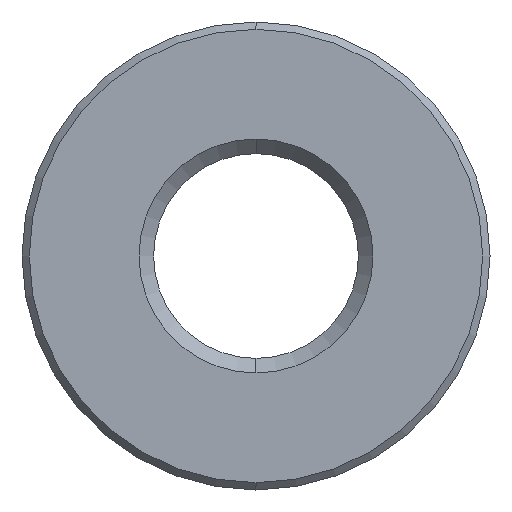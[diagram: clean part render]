
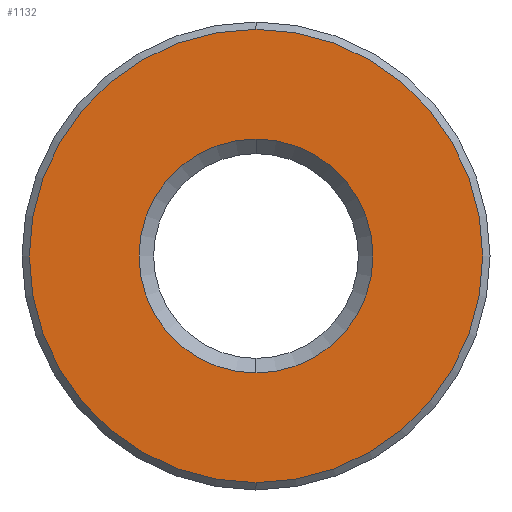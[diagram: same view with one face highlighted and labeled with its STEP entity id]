
A CAD part, left-side view. The second image highlights one B-rep face of the part: STEP entity #1132.
In plain terms, the highlighted planar face has unit normal (-1, 0, 0).
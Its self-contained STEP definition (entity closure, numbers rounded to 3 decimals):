
#18 = CARTESIAN_POINT ( 'NONE',  ( 0., 0., 0. ) ) ;
#27 = CIRCLE ( 'NONE', #1216, 15.5 ) ;
#38 = DIRECTION ( 'NONE',  ( 1., 0., 0. ) ) ;
#134 = EDGE_CURVE ( 'NONE', #679, #817, #1197, .T. ) ;
#138 = DIRECTION ( 'NONE',  ( 0., 0., -1. ) ) ;
#161 = CIRCLE ( 'NONE', #797, 15.5 ) ;
#188 = CARTESIAN_POINT ( 'NONE',  ( 0., 0., 0. ) ) ;
#220 = EDGE_CURVE ( 'NONE', #259, #610, #161, .T. ) ;
#237 = EDGE_LOOP ( 'NONE', ( #586, #255 ) ) ;
#255 = ORIENTED_EDGE ( 'NONE', *, *, #1222, .T. ) ;
#259 = VERTEX_POINT ( 'NONE', #690 ) ;
#286 = DIRECTION ( 'NONE',  ( 0., 0., -1. ) ) ;
#327 = CARTESIAN_POINT ( 'NONE',  ( 0., 0., 0. ) ) ;
#355 = FACE_BOUND ( 'NONE', #237, .T. ) ;
#478 = AXIS2_PLACEMENT_3D ( 'NONE', #327, #912, #704 ) ;
#547 = EDGE_CURVE ( 'NONE', #610, #259, #27, .T. ) ;
#586 = ORIENTED_EDGE ( 'NONE', *, *, #134, .T. ) ;
#607 = CARTESIAN_POINT ( 'NONE',  ( 0., 7., 0. ) ) ;
#610 = VERTEX_POINT ( 'NONE', #1134 ) ;
#679 = VERTEX_POINT ( 'NONE', #996 ) ;
#690 = CARTESIAN_POINT ( 'NONE',  ( 0., 0., 15.5 ) ) ;
#704 = DIRECTION ( 'NONE',  ( 0., 0., -1. ) ) ;
#718 = ORIENTED_EDGE ( 'NONE', *, *, #220, .T. ) ;
#723 = FACE_OUTER_BOUND ( 'NONE', #1170, .T. ) ;
#729 = PLANE ( 'NONE',  #902 ) ;
#755 = DIRECTION ( 'NONE',  ( -1., 0., 0. ) ) ;
#797 = AXIS2_PLACEMENT_3D ( 'NONE', #18, #755, #286 ) ;
#814 = DIRECTION ( 'NONE',  ( 0., 0., -1. ) ) ;
#817 = VERTEX_POINT ( 'NONE', #1044 ) ;
#850 = DIRECTION ( 'NONE',  ( 0., 0., -1. ) ) ;
#900 = DIRECTION ( 'NONE',  ( 1., 0., 0. ) ) ;
#902 = AXIS2_PLACEMENT_3D ( 'NONE', #607, #38, #814 ) ;
#912 = DIRECTION ( 'NONE',  ( 1., 0., 0. ) ) ;
#919 = CIRCLE ( 'NONE', #1202, 8. ) ;
#963 = ORIENTED_EDGE ( 'NONE', *, *, #547, .T. ) ;
#992 = CARTESIAN_POINT ( 'NONE',  ( 0., 0., 0. ) ) ;
#996 = CARTESIAN_POINT ( 'NONE',  ( 0., 0., 8. ) ) ;
#1044 = CARTESIAN_POINT ( 'NONE',  ( 0., 0., -8. ) ) ;
#1046 = DIRECTION ( 'NONE',  ( -1., 0., 0. ) ) ;
#1132 = ADVANCED_FACE ( 'NONE', ( #355, #723 ), #729, .F. ) ;
#1134 = CARTESIAN_POINT ( 'NONE',  ( 0., 0., -15.5 ) ) ;
#1170 = EDGE_LOOP ( 'NONE', ( #963, #718 ) ) ;
#1197 = CIRCLE ( 'NONE', #478, 8. ) ;
#1202 = AXIS2_PLACEMENT_3D ( 'NONE', #992, #900, #138 ) ;
#1216 = AXIS2_PLACEMENT_3D ( 'NONE', #188, #1046, #850 ) ;
#1222 = EDGE_CURVE ( 'NONE', #817, #679, #919, .T. ) ;
